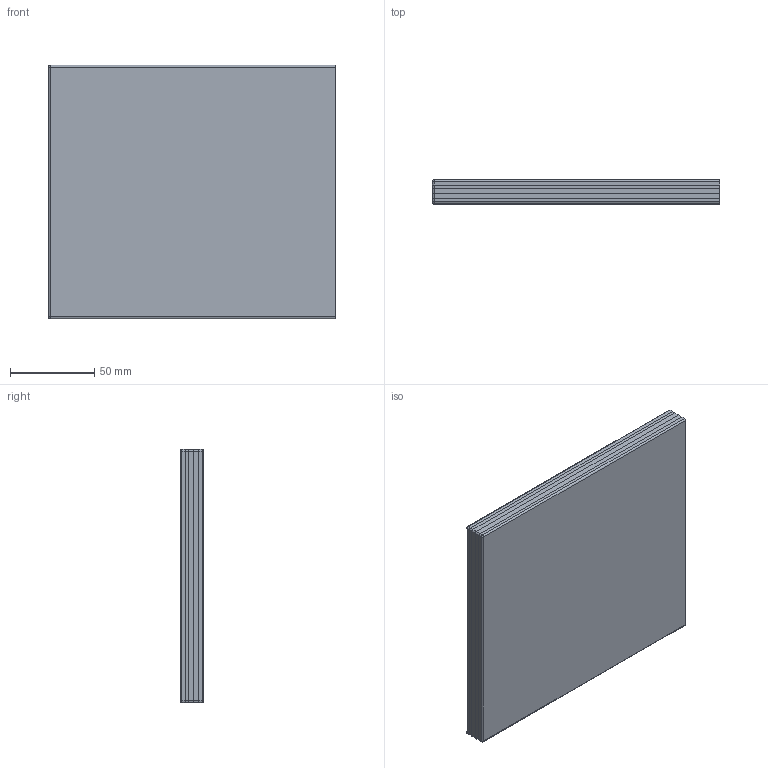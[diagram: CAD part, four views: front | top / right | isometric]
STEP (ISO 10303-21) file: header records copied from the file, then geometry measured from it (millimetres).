
FILE_DESCRIPTION(/* description */ (''),/* implementation_level */ '2;1');
FILE_NAME(/* name */ 'Explore75-3 HalfCase v1.step',/* time_stamp */ '2023-03-17T01:14:39+08:00',/* author */ (''),/* organization */ (''),/* preprocessor_version */ 'ST-DEVELOPER v19.2',/* originating_system */ 'Autodesk Translation Framework v11.17.0.187',/* authorisation */ '');
FILE_SCHEMA (('AUTOMOTIVE_DESIGN { 1 0 10303 214 3 1 1 }'));
Length unit declared in the file: millimetre
Products named in the file (2): EXPLORE75-3 Half-Case v1; top-housing
Assembly tree (1 placements, depth 2):
  EXPLORE75-3 Half-Case v1
    top-housing
Bounding box: 170 x 14 x 150 mm (x, y, z)
Volume: 123099.5 mm3; surface area: 95477.6 mm2
Topology: 5 solids, 5 shells, 89 faces, 213 edges, 134 vertices
Faces by surface type: plane 46, cylinder 33, torus 6, sphere 4
Entity records: 2616 total; most frequent: DIRECTION 469, CARTESIAN_POINT 439, ORIENTED_EDGE 426, EDGE_CURVE 213, AXIS2_PLACEMENT_3D 164, LINE 141, VECTOR 141, VERTEX_POINT 134
